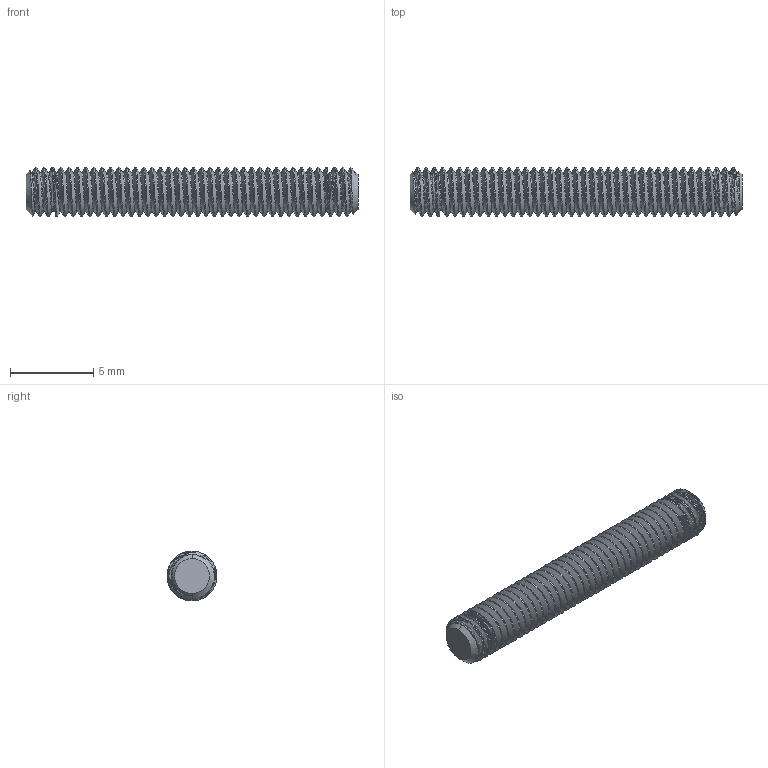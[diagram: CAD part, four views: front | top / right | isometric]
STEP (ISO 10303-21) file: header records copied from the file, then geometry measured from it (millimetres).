
FILE_DESCRIPTION (( 'STEP AP203' ), '1' );
FILE_NAME ('93805A631_18-8 Stainless Steel Threaded Rod.STEP', '2022-11-23T16:03:33', ( 'Administrator' ), ( 'Managed by Terraform' ), 'SwSTEP 2.0', 'SolidWorks 2017', '' );
FILE_SCHEMA (( 'CONFIG_CONTROL_DESIGN' ));
Length unit declared in the file: millimetre
Products named in the file (1): 93805A631_18-8 Stainless Steel Threaded Rod
Bounding box: 20 x 3 x 3 mm (x, y, z)
Volume: 111.9 mm3; surface area: 298.8 mm2
Topology: 1 solids, 1 shells, 87 faces, 255 edges, 170 vertices
Faces by surface type: cylinder 77, cone 5, bspline 3, plane 2
Entity records: 7669 total; most frequent: CARTESIAN_POINT 5774, ORIENTED_EDGE 510, DIRECTION 263, EDGE_CURVE 255, VERTEX_POINT 170, AXIS2_PLACEMENT_3D 91, FACE_OUTER_BOUND 87, EDGE_LOOP 87
